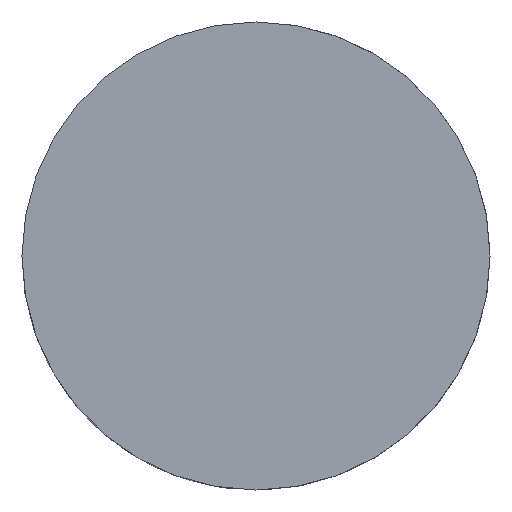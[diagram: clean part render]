
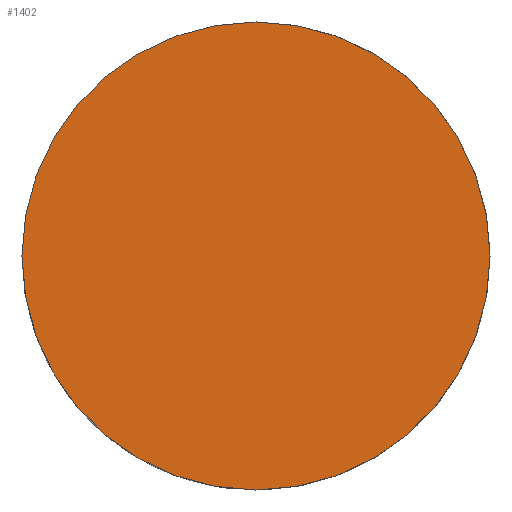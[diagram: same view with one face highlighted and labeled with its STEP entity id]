
A CAD part, front view. The second image highlights one B-rep face of the part: STEP entity #1402.
In plain terms, the highlighted planar face has unit normal (0, -1, 0).
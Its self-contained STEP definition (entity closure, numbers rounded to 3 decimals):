
#150=CIRCLE('',#1424,16.1);
#231=FACE_OUTER_BOUND('',#310,.T.);
#310=EDGE_LOOP('',(#1297));
#610=VERTEX_POINT('',#1977);
#750=EDGE_CURVE('',#610,#610,#150,.T.);
#1297=ORIENTED_EDGE('',*,*,#750,.T.);
#1327=PLANE('',#1458);
#1402=ADVANCED_FACE('',(#231),#1327,.F.);
#1424=AXIS2_PLACEMENT_3D('',#1978,#1504,#1505);
#1458=AXIS2_PLACEMENT_3D('',#2793,#1657,#1658);
#1504=DIRECTION('center_axis',(0.,-1.,0.));
#1505=DIRECTION('ref_axis',(1.,0.,0.));
#1657=DIRECTION('center_axis',(0.,1.,0.));
#1658=DIRECTION('ref_axis',(1.,0.,0.));
#1977=CARTESIAN_POINT('',(-16.1,-3.,0.));
#1978=CARTESIAN_POINT('Origin',(0.,-3.,0.));
#2793=CARTESIAN_POINT('Origin',(0.,-3.,0.));
